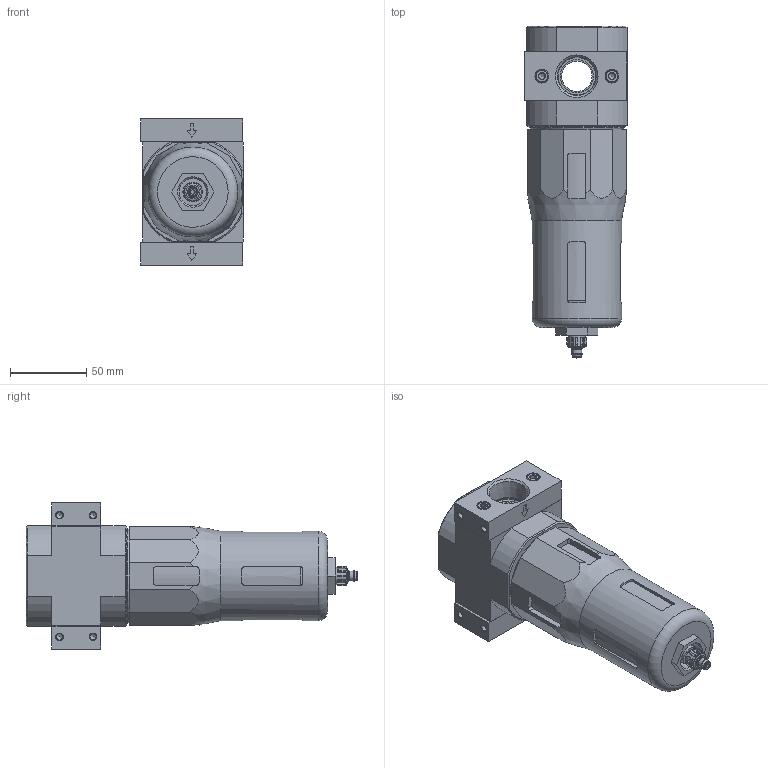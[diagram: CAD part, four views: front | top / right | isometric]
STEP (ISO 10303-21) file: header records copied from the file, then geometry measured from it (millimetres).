
FILE_DESCRIPTION(/* description */ ('STEP AP214'),/* implementation_level */ '2;1');
FILE_NAME(/* name */ '173700_LF-3_4-D-MAXI-NPT',/* time_stamp */ '2024-08-29T21:47:10+02:00',/* author */ ('License CC BY-ND 4.0'),/* organization */ ('CADENAS'),/* preprocessor_version */ 'ST-DEVELOPER v19.3',/* originating_system */ 'PARTsolutions',/* authorisation */ ' ');
FILE_SCHEMA (('AP203_CONFIGURATION_CONTROLLED_3D_DESIGN_OF_MECHANICAL_PARTS_AND_ASSEMBLIES_MIM_LF { 1 0 10303 203 3 1 4 }','AUTOMOTIVE_DESIGN {1 0 10303 214 3 1 1}'));
Length unit declared in the file: millimetre
Products named in the file (7): 173700 LF-3/4-D-MAXI-NPT; 123592 LF-D-MAXI; 373059 LF-D-MAXI; 714674 PBL-3/4-D-MAXI-NPT-L--P1; DIN-912 - M5x20(F); 714676 PBL-3/4-D-MAXI-NPT-R--P1; 648415 LF
Assembly tree (10 placements, depth 2):
  173700 LF-3/4-D-MAXI-NPT
    123592 LF-D-MAXI
    373059 LF-D-MAXI  x2
    714674 PBL-3/4-D-MAXI-NPT-L--P1
    DIN-912 - M5x20(F)  x4
    714676 PBL-3/4-D-MAXI-NPT-R--P1
    648415 LF
Bounding box: 67.1 x 218 x 96 mm (x, y, z)
Volume: 675466.2 mm3; surface area: 83179.1 mm2
Topology: 10 solids, 10 shells, 444 faces, 1035 edges, 643 vertices
Faces by surface type: plane 229, cylinder 101, cone 97, torus 17
Full cylindrical faces by diameter (mm): 3 x1, 4.134 x8, 5 x4, 5.3 x4, 5.6 x1, 6.4 x1, 6.8 x1, 7 x4, 7.1 x1, 7.3 x2, 8.5 x4, 9 x5, 11.2 x1, 12.6 x1, 18 x1, 22 x1, 30 x2, 58.8 x1, 62 x2
Entity records: 11232 total; most frequent: CARTESIAN_POINT 2165, DIRECTION 1550, ORIENTED_EDGE 1476, EDGE_CURVE 738, AXIS2_PLACEMENT_3D 598, VERTEX_POINT 527, FACE_BOUND 487, EDGE_LOOP 480
